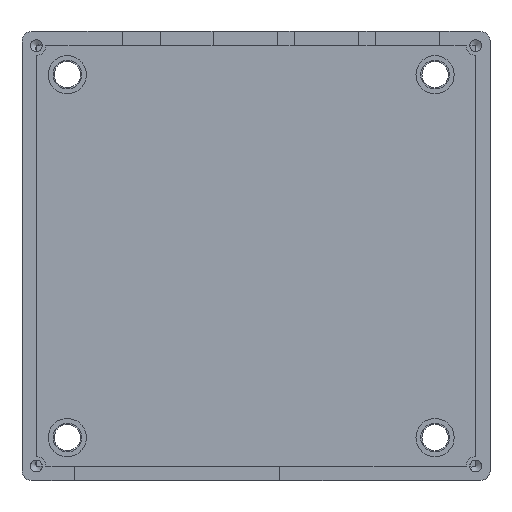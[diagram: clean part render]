
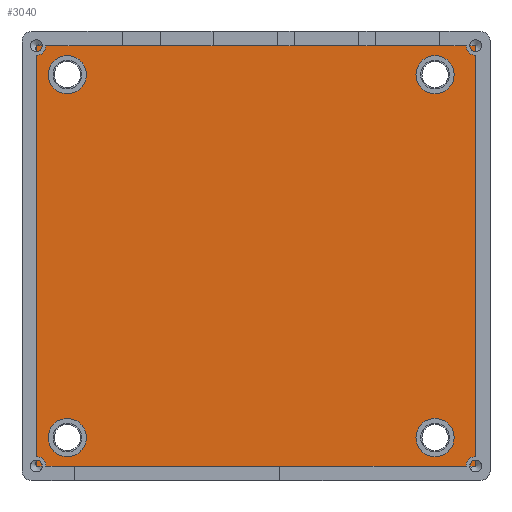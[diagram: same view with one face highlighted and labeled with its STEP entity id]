
A CAD part, top view. The second image highlights one B-rep face of the part: STEP entity #3040.
In plain terms, the highlighted planar face has unit normal (0, 0, 1).
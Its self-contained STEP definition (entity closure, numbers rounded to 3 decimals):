
#131=FACE_BOUND('',#616,.T.);
#132=FACE_BOUND('',#617,.T.);
#133=FACE_BOUND('',#618,.T.);
#134=FACE_BOUND('',#619,.T.);
#263=CIRCLE('',#3320,4.);
#264=CIRCLE('',#3323,4.);
#265=CIRCLE('',#3324,4.);
#266=CIRCLE('',#3325,4.);
#419=FACE_OUTER_BOUND('',#615,.T.);
#615=EDGE_LOOP('',(#2734,#2735,#2736,#2737));
#616=EDGE_LOOP('',(#2738));
#617=EDGE_LOOP('',(#2739));
#618=EDGE_LOOP('',(#2740));
#619=EDGE_LOOP('',(#2741));
#699=LINE('',#4348,#992);
#734=LINE('',#4467,#1027);
#742=LINE('',#4487,#1035);
#787=LINE('',#4653,#1080);
#992=VECTOR('',#3444,10.);
#1027=VECTOR('',#3561,10.);
#1035=VECTOR('',#3585,10.);
#1080=VECTOR('',#3714,10.);
#1274=VERTEX_POINT('',#4345);
#1275=VERTEX_POINT('',#4347);
#1318=VERTEX_POINT('',#4466);
#1322=VERTEX_POINT('',#4486);
#1501=VERTEX_POINT('',#5039);
#1502=VERTEX_POINT('',#5044);
#1503=VERTEX_POINT('',#5046);
#1504=VERTEX_POINT('',#5048);
#1573=EDGE_CURVE('',#1275,#1274,#699,.T.);
#1635=EDGE_CURVE('',#1318,#1275,#734,.T.);
#1645=EDGE_CURVE('',#1322,#1318,#742,.T.);
#1729=EDGE_CURVE('',#1274,#1322,#787,.T.);
#1923=EDGE_CURVE('',#1501,#1501,#263,.T.);
#1924=EDGE_CURVE('',#1502,#1502,#264,.T.);
#1925=EDGE_CURVE('',#1503,#1503,#265,.T.);
#1926=EDGE_CURVE('',#1504,#1504,#266,.T.);
#2734=ORIENTED_EDGE('',*,*,#1635,.T.);
#2735=ORIENTED_EDGE('',*,*,#1573,.T.);
#2736=ORIENTED_EDGE('',*,*,#1729,.T.);
#2737=ORIENTED_EDGE('',*,*,#1645,.T.);
#2738=ORIENTED_EDGE('',*,*,#1924,.T.);
#2739=ORIENTED_EDGE('',*,*,#1925,.T.);
#2740=ORIENTED_EDGE('',*,*,#1926,.T.);
#2741=ORIENTED_EDGE('',*,*,#1923,.T.);
#2899=PLANE('',#3322);
#3040=ADVANCED_FACE('',(#419,#131,#132,#133,#134),#2899,.T.);
#3320=AXIS2_PLACEMENT_3D('',#5041,#4143,#4144);
#3322=AXIS2_PLACEMENT_3D('',#5043,#4147,#4148);
#3323=AXIS2_PLACEMENT_3D('',#5045,#4149,#4150);
#3324=AXIS2_PLACEMENT_3D('',#5047,#4151,#4152);
#3325=AXIS2_PLACEMENT_3D('',#5049,#4153,#4154);
#3444=DIRECTION('',(-1.,0.,0.));
#3561=DIRECTION('',(0.,1.,0.));
#3585=DIRECTION('',(1.,0.,0.));
#3714=DIRECTION('',(0.,-1.,0.));
#4143=DIRECTION('center_axis',(0.,0.,-1.));
#4144=DIRECTION('ref_axis',(-1.,0.,0.));
#4147=DIRECTION('center_axis',(0.,0.,1.));
#4148=DIRECTION('ref_axis',(1.,0.,0.));
#4149=DIRECTION('center_axis',(0.,0.,-1.));
#4150=DIRECTION('ref_axis',(-1.,0.,0.));
#4151=DIRECTION('center_axis',(0.,0.,-1.));
#4152=DIRECTION('ref_axis',(-1.,0.,0.));
#4153=DIRECTION('center_axis',(0.,0.,-1.));
#4154=DIRECTION('ref_axis',(-1.,0.,0.));
#4345=CARTESIAN_POINT('',(-96.906,114.642,2.));
#4347=CARTESIAN_POINT('',(-4.906,114.642,2.));
#4348=CARTESIAN_POINT('',(-73.906,114.642,2.));
#4466=CARTESIAN_POINT('',(-4.906,26.642,2.));
#4467=CARTESIAN_POINT('',(-4.906,92.642,2.));
#4486=CARTESIAN_POINT('',(-96.906,26.642,2.));
#4487=CARTESIAN_POINT('',(-27.906,26.642,2.));
#4653=CARTESIAN_POINT('',(-96.906,48.642,2.));
#5039=CARTESIAN_POINT('',(-86.406,32.642,2.));
#5041=CARTESIAN_POINT('Origin',(-90.406,32.642,2.));
#5043=CARTESIAN_POINT('Origin',(-50.906,70.642,2.));
#5044=CARTESIAN_POINT('',(-86.406,108.642,2.));
#5045=CARTESIAN_POINT('Origin',(-90.406,108.642,2.));
#5046=CARTESIAN_POINT('',(-9.406,108.642,2.));
#5047=CARTESIAN_POINT('Origin',(-13.406,108.642,2.));
#5048=CARTESIAN_POINT('',(-9.406,32.642,2.));
#5049=CARTESIAN_POINT('Origin',(-13.406,32.642,2.));
